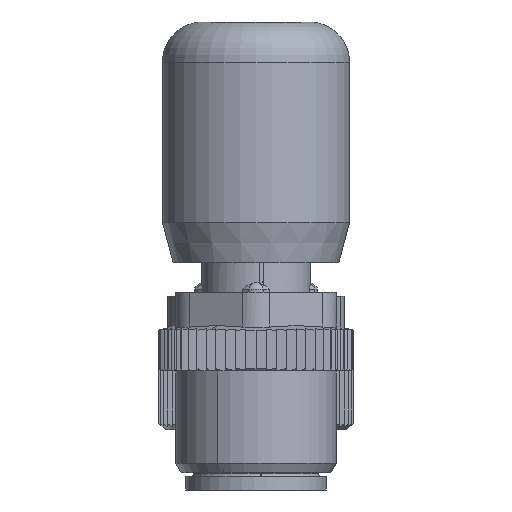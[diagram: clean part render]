
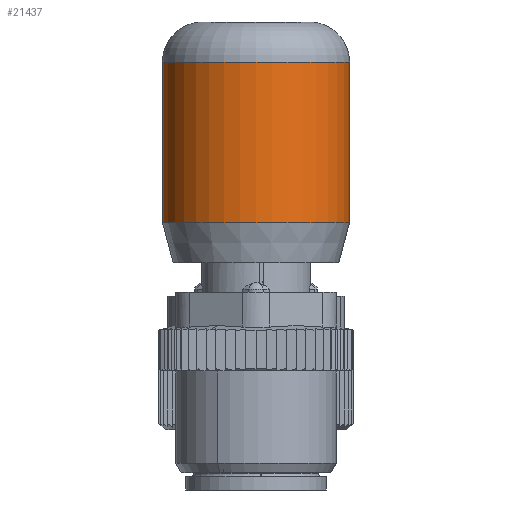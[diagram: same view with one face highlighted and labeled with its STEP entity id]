
A CAD part, front view. The second image highlights one B-rep face of the part: STEP entity #21437.
In plain terms, the highlighted cylindrical face has radius 7 mm (diameter 14 mm), a partial arc.
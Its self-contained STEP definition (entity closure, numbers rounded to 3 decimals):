
#21366=AXIS2_PLACEMENT_3D('Circle Axis2P3D',#21364,#21365,$) ;
#21410=AXIS2_PLACEMENT_3D('Cylinder Axis2P3D',#21407,#21408,#21409) ;
#21428=AXIS2_PLACEMENT_3D('Circle Axis2P3D',#21426,#21427,$) ;
#21361=CARTESIAN_POINT('Vertex',(0.3,7.261,32.)) ;
#21364=CARTESIAN_POINT('Axis2P3D Location',(7.3,7.261,32.)) ;
#21368=CARTESIAN_POINT('Vertex',(14.3,7.261,32.)) ;
#21407=CARTESIAN_POINT('Axis2P3D Location',(7.3,7.261,28.)) ;
#21412=CARTESIAN_POINT('Line Origine',(14.3,7.261,28.)) ;
#21416=CARTESIAN_POINT('Vertex',(14.3,7.261,20.)) ;
#21419=CARTESIAN_POINT('Line Origine',(0.3,7.261,28.)) ;
#21423=CARTESIAN_POINT('Vertex',(0.3,7.261,20.)) ;
#21426=CARTESIAN_POINT('Axis2P3D Location',(7.3,7.261,20.)) ;
#21365=DIRECTION('Axis2P3D Direction',(0.,0.,1.)) ;
#21408=DIRECTION('Axis2P3D Direction',(0.,0.,1.)) ;
#21409=DIRECTION('Axis2P3D XDirection',(1.,0.,0.)) ;
#21413=DIRECTION('Vector Direction',(0.,0.,1.)) ;
#21420=DIRECTION('Vector Direction',(0.,0.,1.)) ;
#21427=DIRECTION('Axis2P3D Direction',(0.,0.,1.)) ;
#21414=VECTOR('Line Direction',#21413,1.) ;
#21421=VECTOR('Line Direction',#21420,1.) ;
#21432=ORIENTED_EDGE('',*,*,#21418,.T.) ;
#21433=ORIENTED_EDGE('',*,*,#21370,.F.) ;
#21434=ORIENTED_EDGE('',*,*,#21425,.F.) ;
#21435=ORIENTED_EDGE('',*,*,#21430,.T.) ;
#21437=ADVANCED_FACE('Hauptkoerper',(#21436),#21411,.T.) ;
#21367=CIRCLE('generated circle',#21366,7.) ;
#21429=CIRCLE('generated circle',#21428,7.) ;
#21411=CYLINDRICAL_SURFACE('generated cylinder',#21410,7.) ;
#21370=EDGE_CURVE('',#21362,#21369,#21367,.T.) ;
#21418=EDGE_CURVE('',#21417,#21369,#21415,.T.) ;
#21425=EDGE_CURVE('',#21424,#21362,#21422,.T.) ;
#21430=EDGE_CURVE('',#21424,#21417,#21429,.T.) ;
#21431=EDGE_LOOP('',(#21432,#21433,#21434,#21435)) ;
#21436=FACE_OUTER_BOUND('',#21431,.T.) ;
#21415=LINE('Line',#21412,#21414) ;
#21422=LINE('Line',#21419,#21421) ;
#21362=VERTEX_POINT('',#21361) ;
#21369=VERTEX_POINT('',#21368) ;
#21417=VERTEX_POINT('',#21416) ;
#21424=VERTEX_POINT('',#21423) ;
